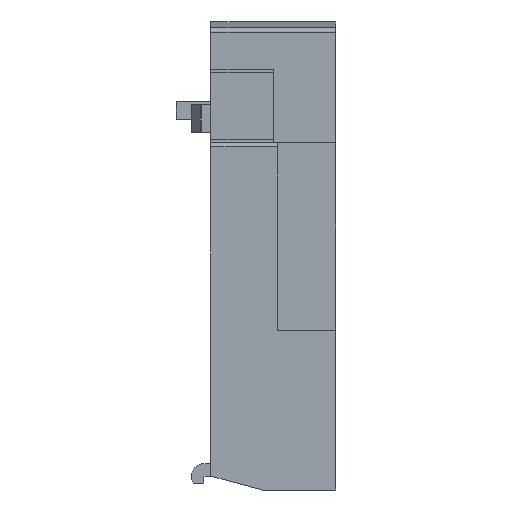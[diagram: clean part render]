
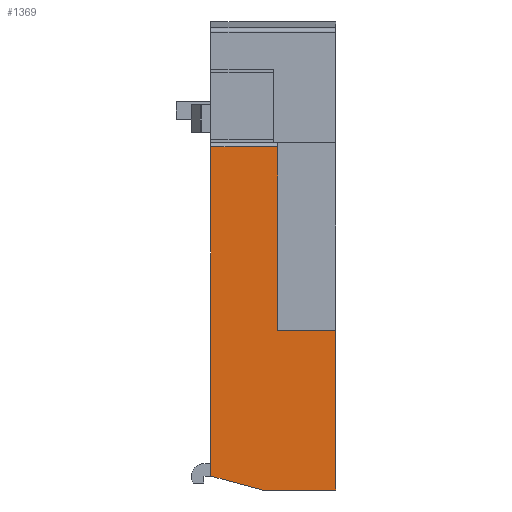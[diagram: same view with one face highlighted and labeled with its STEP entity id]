
A CAD part, front view. The second image highlights one B-rep face of the part: STEP entity #1369.
In plain terms, the highlighted planar face has unit normal (0, -1, 0).
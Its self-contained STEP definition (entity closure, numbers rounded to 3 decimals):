
#1369=ADVANCED_FACE('',(#3671),#3672,.T.);
#2757=VERTEX_POINT('',#5119);
#2759=VERTEX_POINT('',#5121);
#2761=EDGE_CURVE('',#2757,#2759,#5123,.T.);
#2773=VERTEX_POINT('',#5135);
#2775=EDGE_CURVE('',#2759,#2773,#5137,.T.);
#2793=VERTEX_POINT('',#5155);
#2795=EDGE_CURVE('',#2773,#2793,#5157,.T.);
#2797=VERTEX_POINT('',#5159);
#2799=EDGE_CURVE('',#2793,#2797,#5161,.T.);
#2801=VERTEX_POINT('',#5163);
#2803=EDGE_CURVE('',#2797,#2801,#5165,.T.);
#2805=VERTEX_POINT('',#5167);
#2807=EDGE_CURVE('',#2805,#2801,#5169,.T.);
#2809=EDGE_CURVE('',#2805,#2757,#5171,.T.);
#3671=FACE_OUTER_BOUND('',#6023,.T.);
#3672=PLANE('',#6024);
#5119=CARTESIAN_POINT('',(23.0,0.0,23.0));
#5121=CARTESIAN_POINT('',(14.6,0.0,23.0));
#5123=LINE('',#8210,#8211);
#5135=CARTESIAN_POINT('',(14.6,0.0,49.4));
#5137=LINE('',#8232,#8233);
#5155=CARTESIAN_POINT('',(5.0,0.0,49.4));
#5157=LINE('',#8263,#8264);
#5159=CARTESIAN_POINT('',(5.0,0.0,2.));
#5161=LINE('',#8269,#8270);
#5163=CARTESIAN_POINT('',(12.464,0.0,0.0));
#5165=LINE('',#8275,#8276);
#5167=CARTESIAN_POINT('',(23.0,0.0,0.0));
#5169=LINE('',#8281,#8282);
#5171=LINE('',#8285,#8286);
#6023=EDGE_LOOP('',(#10215,#10216,#10217,#10218,#10219,#10220,#10221));
#6024=AXIS2_PLACEMENT_3D('',#10222,#10223,#10224);
#8210=CARTESIAN_POINT('',(20.9,0.0,23.0));
#8211=VECTOR('',#11208,1.0);
#8232=CARTESIAN_POINT('',(14.6,0.0,36.2));
#8233=VECTOR('',#11212,1.0);
#8263=CARTESIAN_POINT('',(23.0,0.0,49.4));
#8264=VECTOR('',#11220,1.0);
#8269=CARTESIAN_POINT('',(5.0,0.0,0.0));
#8270=VECTOR('',#11221,1.0);
#8275=CARTESIAN_POINT('',(11.204,0.0,0.338));
#8276=VECTOR('',#11222,1.0);
#8281=CARTESIAN_POINT('',(23.0,0.0,0.0));
#8282=VECTOR('',#11223,1.0);
#8285=CARTESIAN_POINT('',(23.0,0.0,0.0));
#8286=VECTOR('',#11224,1.0);
#10215=ORIENTED_EDGE('',*,*,#2761,.T.);
#10216=ORIENTED_EDGE('',*,*,#2775,.T.);
#10217=ORIENTED_EDGE('',*,*,#2795,.T.);
#10218=ORIENTED_EDGE('',*,*,#2799,.T.);
#10219=ORIENTED_EDGE('',*,*,#2803,.T.);
#10220=ORIENTED_EDGE('',*,*,#2807,.F.);
#10221=ORIENTED_EDGE('',*,*,#2809,.T.);
#10222=CARTESIAN_POINT('',(23.0,0.0,49.4));
#10223=DIRECTION('',(0.0,-1.0,0.0));
#10224=DIRECTION('',(0.0,0.0,1.0));
#11208=DIRECTION('',(-1.0,-0.0,0.0));
#11212=DIRECTION('',(0.0,-0.0,1.0));
#11220=DIRECTION('',(-1.0,0.0,0.0));
#11221=DIRECTION('',(0.0,0.0,-1.0));
#11222=DIRECTION('',(0.966,0.0,-0.259));
#11223=DIRECTION('',(-1.0,0.0,0.0));
#11224=DIRECTION('',(0.0,0.0,1.0));
